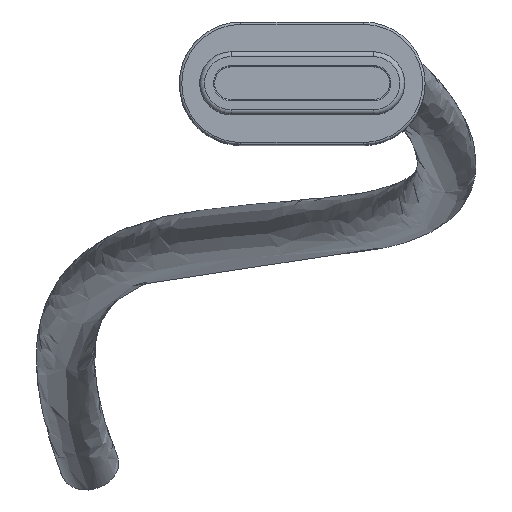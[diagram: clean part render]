
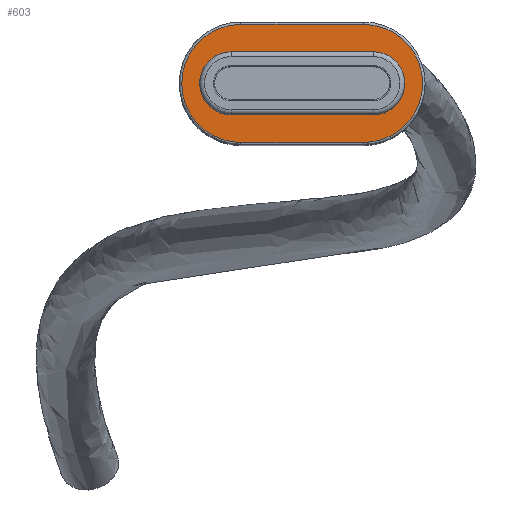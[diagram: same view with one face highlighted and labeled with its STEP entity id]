
A CAD part, top view. The second image highlights one B-rep face of the part: STEP entity #603.
In plain terms, the highlighted planar face has unit normal (0, 0, 1).
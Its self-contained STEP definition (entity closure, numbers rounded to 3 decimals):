
#26=PLANE('',#685);
#50=LINE('',#1018,#84);
#51=LINE('',#1026,#85);
#84=VECTOR('',#814,10.);
#85=VECTOR('',#825,10.);
#153=FACE_OUTER_BOUND('',#198,.T.);
#198=EDGE_LOOP('',(#467,#468,#469,#470));
#249=CIRCLE('',#683,2.4);
#251=CIRCLE('',#686,2.4);
#295=VERTEX_POINT('',#1014);
#296=VERTEX_POINT('',#1016);
#297=VERTEX_POINT('',#1020);
#298=VERTEX_POINT('',#1025);
#357=EDGE_CURVE('',#296,#295,#50,.T.);
#359=EDGE_CURVE('',#297,#296,#249,.T.);
#361=EDGE_CURVE('',#298,#297,#51,.T.);
#362=EDGE_CURVE('',#295,#298,#251,.T.);
#467=ORIENTED_EDGE('',*,*,#357,.F.);
#468=ORIENTED_EDGE('',*,*,#359,.F.);
#469=ORIENTED_EDGE('',*,*,#361,.F.);
#470=ORIENTED_EDGE('',*,*,#362,.F.);
#603=ADVANCED_FACE('',(#153),#26,.T.);
#683=AXIS2_PLACEMENT_3D('',#1022,#819,#820);
#685=AXIS2_PLACEMENT_3D('',#1024,#823,#824);
#686=AXIS2_PLACEMENT_3D('',#1027,#826,#827);
#814=DIRECTION('',(1.,0.,0.));
#819=DIRECTION('center_axis',(0.,0.,-1.));
#820=DIRECTION('ref_axis',(-1.,0.,0.));
#823=DIRECTION('center_axis',(0.,0.,1.));
#824=DIRECTION('ref_axis',(1.,0.,0.));
#825=DIRECTION('',(-1.,0.,0.));
#826=DIRECTION('center_axis',(0.,0.,-1.));
#827=DIRECTION('ref_axis',(1.,0.,0.));
#1014=CARTESIAN_POINT('',(2.5,2.4,0.));
#1016=CARTESIAN_POINT('',(-2.5,2.4,0.));
#1018=CARTESIAN_POINT('',(-1.25,2.4,0.));
#1020=CARTESIAN_POINT('',(-2.5,-2.4,0.));
#1022=CARTESIAN_POINT('Origin',(-2.5,0.,0.));
#1024=CARTESIAN_POINT('Origin',(0.,0.,0.));
#1025=CARTESIAN_POINT('',(2.5,-2.4,0.));
#1026=CARTESIAN_POINT('',(1.25,-2.4,0.));
#1027=CARTESIAN_POINT('Origin',(2.5,0.,0.));
